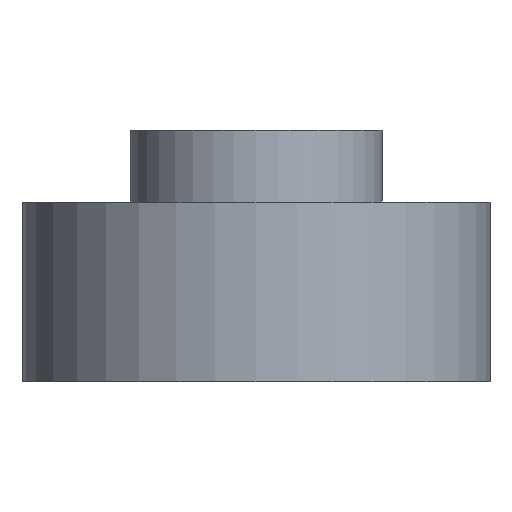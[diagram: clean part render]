
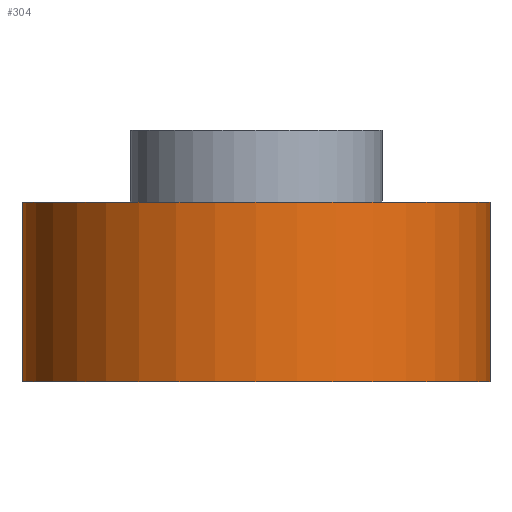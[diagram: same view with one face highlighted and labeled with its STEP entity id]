
A CAD part, front view. The second image highlights one B-rep face of the part: STEP entity #304.
In plain terms, the highlighted cylindrical face has radius 6.5 mm (diameter 13 mm), a partial arc.
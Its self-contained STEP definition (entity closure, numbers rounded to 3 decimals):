
#45=FACE_OUTER_BOUND('',#67,.T.);
#67=EDGE_LOOP('',(#265,#266,#267,#268));
#91=LINE('',#530,#113);
#92=LINE('',#534,#114);
#113=VECTOR('',#442,10.);
#114=VECTOR('',#447,10.);
#130=CIRCLE('',#347,6.5);
#133=CIRCLE('',#354,6.5);
#154=VERTEX_POINT('',#514);
#155=VERTEX_POINT('',#516);
#158=VERTEX_POINT('',#528);
#159=VERTEX_POINT('',#532);
#189=EDGE_CURVE('',#154,#155,#130,.T.);
#196=EDGE_CURVE('',#154,#158,#91,.T.);
#197=EDGE_CURVE('',#159,#158,#133,.T.);
#198=EDGE_CURVE('',#155,#159,#92,.T.);
#265=ORIENTED_EDGE('',*,*,#196,.T.);
#266=ORIENTED_EDGE('',*,*,#197,.F.);
#267=ORIENTED_EDGE('',*,*,#198,.F.);
#268=ORIENTED_EDGE('',*,*,#189,.F.);
#288=CYLINDRICAL_SURFACE('',#353,6.5);
#304=ADVANCED_FACE('',(#45),#288,.T.);
#347=AXIS2_PLACEMENT_3D('',#517,#426,#427);
#353=AXIS2_PLACEMENT_3D('',#531,#443,#444);
#354=AXIS2_PLACEMENT_3D('',#533,#445,#446);
#426=DIRECTION('center_axis',(0.,0.,-1.));
#427=DIRECTION('ref_axis',(1.,0.,0.));
#442=DIRECTION('',(0.,0.,1.));
#443=DIRECTION('center_axis',(0.,0.,1.));
#444=DIRECTION('ref_axis',(1.,0.,0.));
#445=DIRECTION('center_axis',(0.,0.,1.));
#446=DIRECTION('ref_axis',(1.,0.,0.));
#447=DIRECTION('',(0.,0.,1.));
#514=CARTESIAN_POINT('',(6.5,0.,-2.));
#516=CARTESIAN_POINT('',(-6.5,0.,-2.));
#517=CARTESIAN_POINT('Origin',(0.,0.,-2.));
#528=CARTESIAN_POINT('',(6.5,0.,3.));
#530=CARTESIAN_POINT('',(6.5,0.,0.));
#531=CARTESIAN_POINT('Origin',(0.,0.,0.));
#532=CARTESIAN_POINT('',(-6.5,0.,3.));
#533=CARTESIAN_POINT('Origin',(0.,0.,3.));
#534=CARTESIAN_POINT('',(-6.5,0.,0.));
